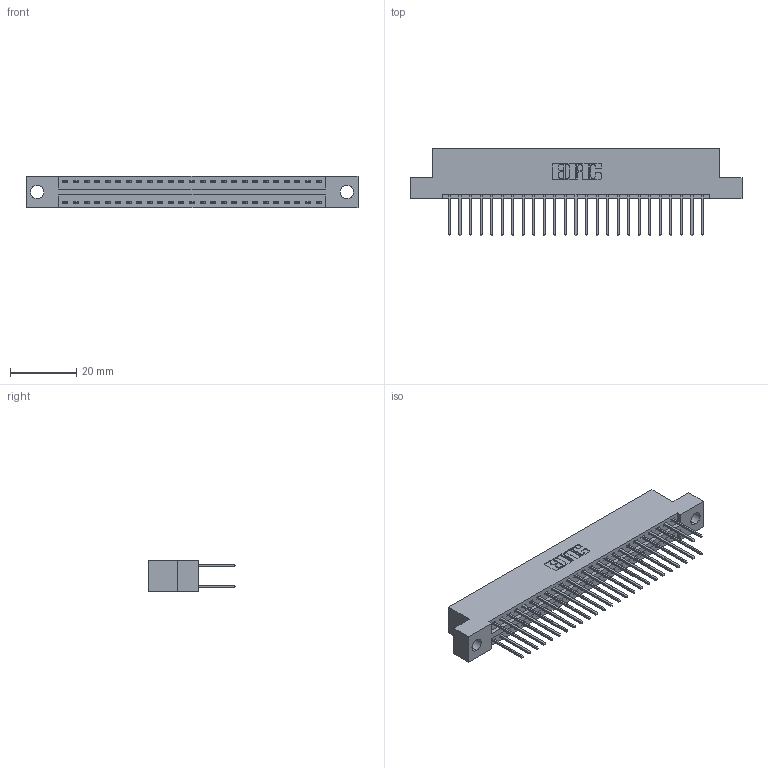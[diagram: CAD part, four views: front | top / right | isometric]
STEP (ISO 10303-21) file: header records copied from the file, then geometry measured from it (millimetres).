
FILE_DESCRIPTION (( 'STEP AP203' ), '1' );
FILE_NAME ('396-050-522-204.STEP', '2018-09-08T03:29:30', ( '' ), ( '' ), 'SwSTEP 2.0', 'SolidWorks 2016', '' );
FILE_SCHEMA (( 'CONFIG_CONTROL_DESIGN' ));
Length unit declared in the file: inch
Products named in the file (3): 346 Part_Flush Mounting Lugs - 0.156 Dia-TH; 345-292-001_345-293-122; 396-050-522-204
Assembly tree (51 placements, depth 2):
  396-050-522-204
    346 Part_Flush Mounting Lugs - 0.156 Dia-TH
    345-292-001_345-293-122  x50
Bounding box: 99.95 x 26.42 x 9.4 mm (x, y, z)
Volume: 9654.5 mm3; surface area: 13410.8 mm2
Topology: 51 solids, 51 shells, 2722 faces, 8079 edges, 5318 vertices
Faces by surface type: plane 1826, cylinder 896
Entity records: 18625 total; most frequent: CARTESIAN_POINT 3092, ORIENTED_EDGE 3026, DIRECTION 2777, EDGE_CURVE 1513, VECTOR 1281, LINE 1281, VERTEX_POINT 1006, AXIS2_PLACEMENT_3D 748
